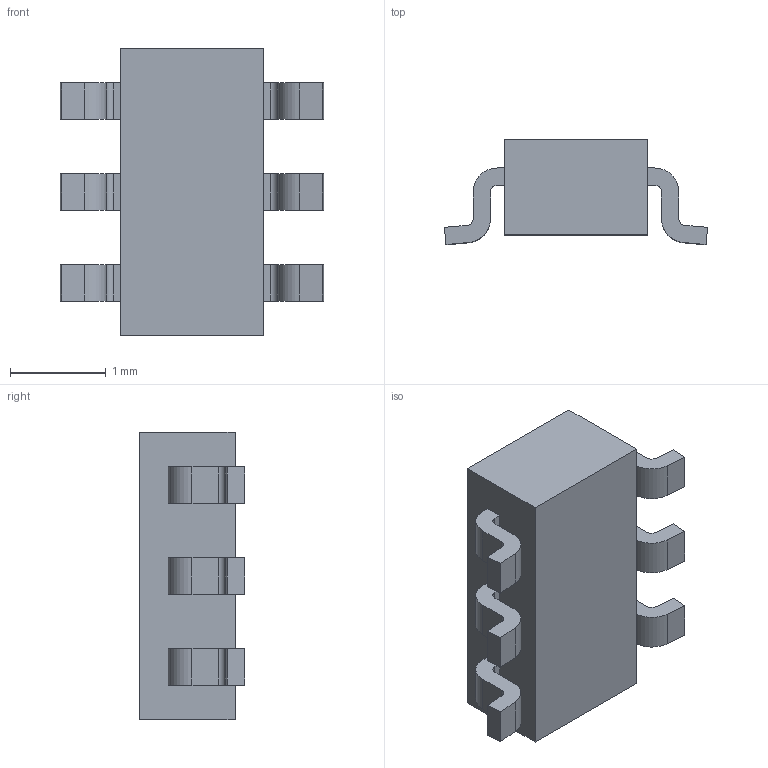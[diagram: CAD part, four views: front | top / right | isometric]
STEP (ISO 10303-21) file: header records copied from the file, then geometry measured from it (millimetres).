
FILE_DESCRIPTION (( 'STEP AP214' ), '1' );
FILE_NAME ('NUP4302MR6T1G.STEP', '2021-02-22T11:31:38', ( '' ), ( '' ), 'SwSTEP 2.0', 'SolidWorks 2017', '' );
FILE_SCHEMA (( 'AUTOMOTIVE_DESIGN' ));
Length unit declared in the file: millimetre
Products named in the file (1): NUP4302MR6T1G
Bounding box: 2.75 x 1.1 x 3 mm (x, y, z)
Volume: 4.9 mm3; surface area: 26.3 mm2
Topology: 8 solids, 8 shells, 97 faces, 240 edges, 160 vertices
Faces by surface type: plane 69, cylinder 28
Entity records: 2967 total; most frequent: CARTESIAN_POINT 498, DIRECTION 492, ORIENTED_EDGE 480, EDGE_CURVE 240, LINE 184, VECTOR 184, VERTEX_POINT 160, AXIS2_PLACEMENT_3D 154
